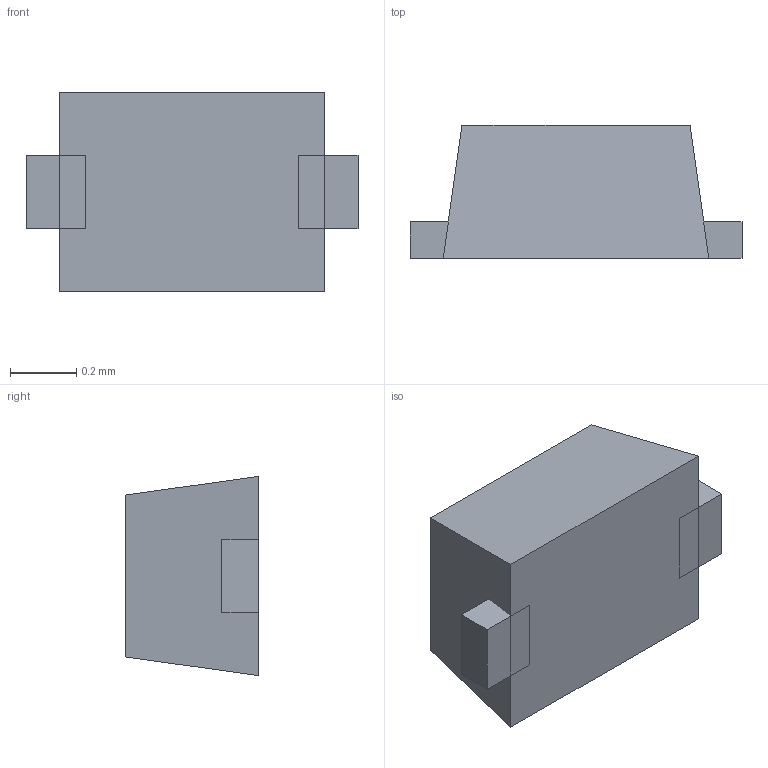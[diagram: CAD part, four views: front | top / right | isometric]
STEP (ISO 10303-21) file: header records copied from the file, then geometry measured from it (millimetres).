
FILE_DESCRIPTION (( 'STEP AP214' ), '1' );
FILE_NAME ('User Library-SOD-923.STEP', '2014-04-27T20:12:52', ( 'Windows User' ), ( '' ), 'SwSTEP 2.0', 'SolidWorks 2014', '' );
FILE_SCHEMA (( 'AUTOMOTIVE_DESIGN' ));
Length unit declared in the file: millimetre
Products named in the file (1): User Library-SOD-923
Bounding box: 1 x 0.4 x 0.6 mm (x, y, z)
Volume: 0.2 mm3; surface area: 2.2 mm2
Topology: 3 solids, 3 shells, 20 faces, 42 edges, 28 vertices
Faces by surface type: plane 20
Entity records: 798 total; most frequent: CARTESIAN_POINT 91, DIRECTION 84, ORIENTED_EDGE 84, VECTOR 42, EDGE_CURVE 42, LINE 42, VERTEX_POINT 28, UNCERTAINTY_MEASURE_WITH_UNIT 25
